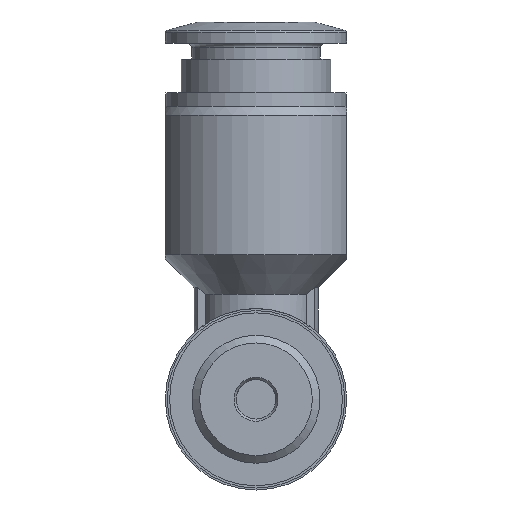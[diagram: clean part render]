
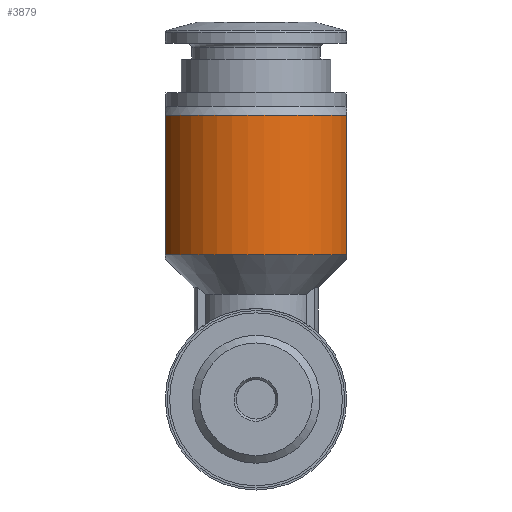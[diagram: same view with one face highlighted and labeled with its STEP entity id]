
A CAD part, front view. The second image highlights one B-rep face of the part: STEP entity #3879.
In plain terms, the highlighted cylindrical face has radius 7.25 mm (diameter 14.5 mm), a partial arc.
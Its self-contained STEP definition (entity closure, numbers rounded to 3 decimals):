
#37=LINE('',#5176,#169);
#38=LINE('',#5177,#170);
#169=VECTOR('',#4387,1000.);
#170=VECTOR('',#4388,1000.);
#548=ORIENTED_EDGE('',*,*,#1374,.F.);
#549=ORIENTED_EDGE('',*,*,#1368,.F.);
#550=ORIENTED_EDGE('',*,*,#1375,.F.);
#551=ORIENTED_EDGE('',*,*,#1371,.T.);
#1368=EDGE_CURVE('',#1780,#1778,#2060,.T.);
#1371=EDGE_CURVE('',#1784,#1783,#2062,.T.);
#1374=EDGE_CURVE('',#1778,#1783,#37,.F.);
#1375=EDGE_CURVE('',#1784,#1780,#38,.T.);
#1778=VERTEX_POINT('',#5146);
#1780=VERTEX_POINT('',#5154);
#1783=VERTEX_POINT('',#5165);
#1784=VERTEX_POINT('',#5167);
#2060=CIRCLE('',#4060,7.25);
#2062=CIRCLE('',#4063,7.25);
#2190=EDGE_LOOP('',(#548,#549,#550,#551));
#2402=FACE_BOUND('',#2190,.T.);
#2607=CYLINDRICAL_SURFACE('',#4065,7.25);
#3879=ADVANCED_FACE('',(#2402),#2607,.T.);
#4060=AXIS2_PLACEMENT_3D('',#5155,#4375,#4376);
#4063=AXIS2_PLACEMENT_3D('',#5166,#4381,#4382);
#4065=AXIS2_PLACEMENT_3D('',#5175,#4385,#4386);
#4375=DIRECTION('',(0.,0.,-1.));
#4376=DIRECTION('',(-1.,0.,0.));
#4381=DIRECTION('',(0.,0.,-1.));
#4382=DIRECTION('',(-1.,0.,0.));
#4385=DIRECTION('',(0.,0.,-1.));
#4386=DIRECTION('',(-1.,0.,0.));
#4387=DIRECTION('',(0.,0.,-1.));
#4388=DIRECTION('',(0.,0.,-1.));
#5146=CARTESIAN_POINT('',(-6.9,11.275,11.));
#5154=CARTESIAN_POINT('',(6.9,11.275,11.));
#5155=CARTESIAN_POINT('',(0.,13.5,11.));
#5165=CARTESIAN_POINT('',(-6.9,11.275,21.607));
#5166=CARTESIAN_POINT('',(0.,13.5,21.607));
#5167=CARTESIAN_POINT('',(6.9,11.275,21.607));
#5175=CARTESIAN_POINT('',(0.,13.5,0.));
#5176=CARTESIAN_POINT('',(-6.9,11.275,0.));
#5177=CARTESIAN_POINT('',(6.9,11.275,0.));
